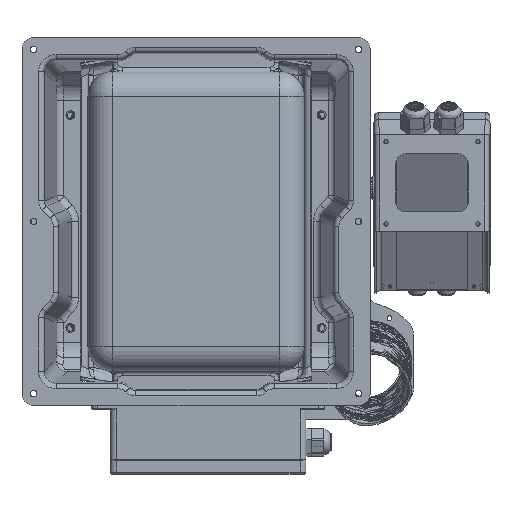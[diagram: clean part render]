
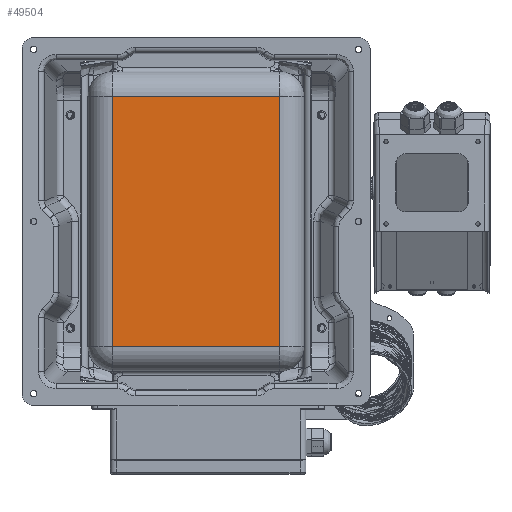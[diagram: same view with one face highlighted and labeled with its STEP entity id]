
A CAD part, front view. The second image highlights one B-rep face of the part: STEP entity #49504.
In plain terms, the highlighted planar face has unit normal (0, -1, 0).
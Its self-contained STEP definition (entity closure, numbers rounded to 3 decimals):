
#2771=LINE('',#113793,#5930);
#2802=LINE('',#114980,#5961);
#2804=LINE('',#114989,#5963);
#2814=LINE('',#115019,#5973);
#5930=VECTOR('',#60225,0.394);
#5961=VECTOR('',#60386,0.394);
#5963=VECTOR('',#60398,0.394);
#5973=VECTOR('',#60440,0.394);
#11637=PLANE('',#52984);
#13527=FACE_OUTER_BOUND('',#16568,.T.);
#16568=EDGE_LOOP('',(#37339,#37340,#37341,#37342));
#21518=VERTEX_POINT('',#113790);
#21519=VERTEX_POINT('',#113792);
#21540=VERTEX_POINT('',#114950);
#21548=VERTEX_POINT('',#114983);
#27301=EDGE_CURVE('',#21518,#21519,#2771,.T.);
#27365=EDGE_CURVE('',#21519,#21540,#2802,.T.);
#27370=EDGE_CURVE('',#21548,#21518,#2804,.T.);
#27387=EDGE_CURVE('',#21540,#21548,#2814,.T.);
#37339=ORIENTED_EDGE('',*,*,#27370,.F.);
#37340=ORIENTED_EDGE('',*,*,#27387,.F.);
#37341=ORIENTED_EDGE('',*,*,#27365,.F.);
#37342=ORIENTED_EDGE('',*,*,#27301,.F.);
#49504=ADVANCED_FACE('',(#13527),#11637,.T.);
#52984=AXIS2_PLACEMENT_3D('',#115023,#60445,#60446);
#60225=DIRECTION('',(1.,0.,0.));
#60386=DIRECTION('',(0.,0.,-1.));
#60398=DIRECTION('',(0.,0.,1.));
#60440=DIRECTION('',(-1.,0.,0.));
#60445=DIRECTION('center_axis',(0.,-1.,0.));
#60446=DIRECTION('ref_axis',(-1.,0.,0.));
#113790=CARTESIAN_POINT('',(-3.4,-15.418,5.1));
#113792=CARTESIAN_POINT('',(3.4,-15.418,5.1));
#113793=CARTESIAN_POINT('',(2.2,-15.418,5.1));
#114950=CARTESIAN_POINT('',(3.4,-15.418,-5.1));
#114980=CARTESIAN_POINT('',(3.4,-15.418,0.));
#114983=CARTESIAN_POINT('',(-3.4,-15.418,-5.1));
#114989=CARTESIAN_POINT('',(-3.4,-15.418,0.));
#115019=CARTESIAN_POINT('',(2.2,-15.418,-5.1));
#115023=CARTESIAN_POINT('Origin',(4.4,-15.418,0.));
